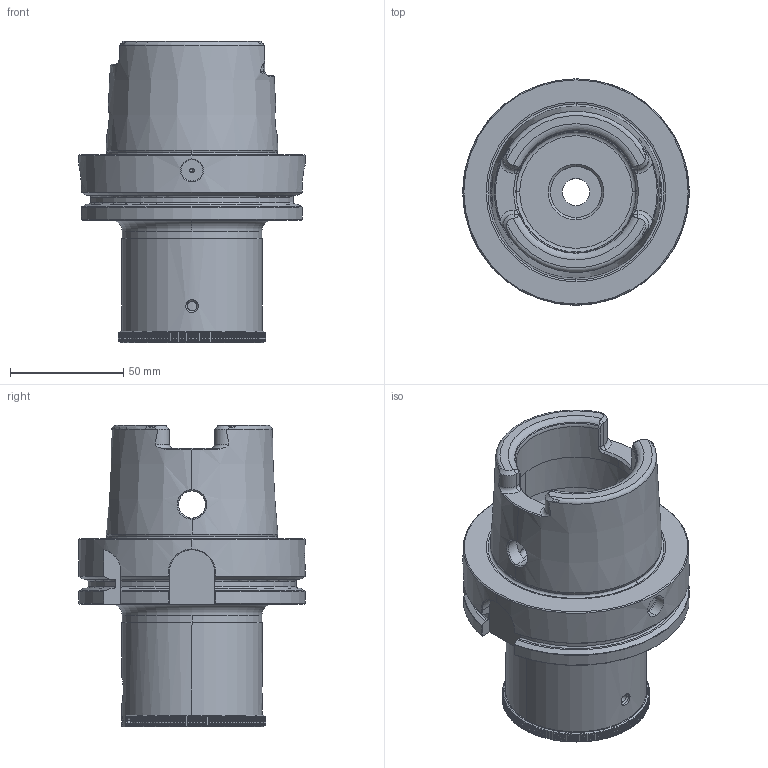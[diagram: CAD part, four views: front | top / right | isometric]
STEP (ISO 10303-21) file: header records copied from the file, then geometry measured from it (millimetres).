
FILE_DESCRIPTION(('no description'),'unknown implementation level');
FILE_NAME('F22E046E-1145-4D26-A52C-AA23611BB060_export.stp',' ',('CIMSOURCE GmbH'),('CADClick - KiM GmbH - www.kimweb.de'),'unknown preprocess','ACIS','unknown authorization');
FILE_SCHEMA(('automotive_design'));
Length unit declared in the file: millimetre
Products named in the file (2): 336.310 Kaiser BVH HSK-A100 X CK6|336.310 Kaiser BVH HSK-A100 X CK6_Standard;NONE; 336.310 Kaiser BVH HSK-A100 X CK6|690.436 Kaiser ETL M12 X 18 CK6_Standard;NONE
Bounding box: 99.93 x 99.93 x 132.9 mm (x, y, z)
Volume: 365318.1 mm3; surface area: 71455.8 mm2
Topology: 2 solids, 2 shells, 886 faces, 2543 edges, 1652 vertices
Faces by surface type: plane 501, cylinder 227, cone 95, torus 47, bspline 16
Entity records: 60326 total; most frequent: CARTESIAN_POINT 11310, STYLED_ITEM 5077, PRESENTATION_STYLE_ASSIGNMENT 5077, COLOUR_RGB 5077, ORIENTED_EDGE 5074, DIRECTION 3940, EDGE_CURVE 2537, CURVE_STYLE 2537
